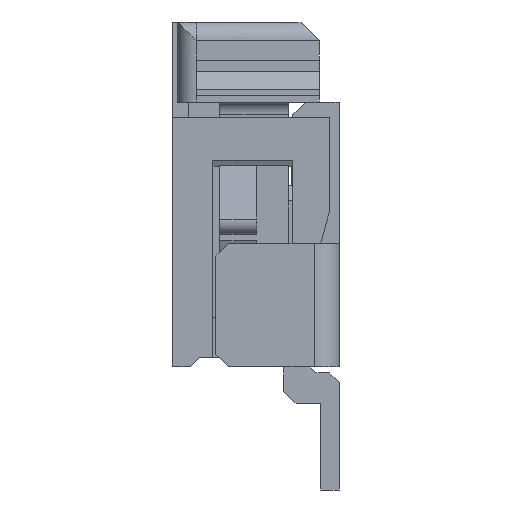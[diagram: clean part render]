
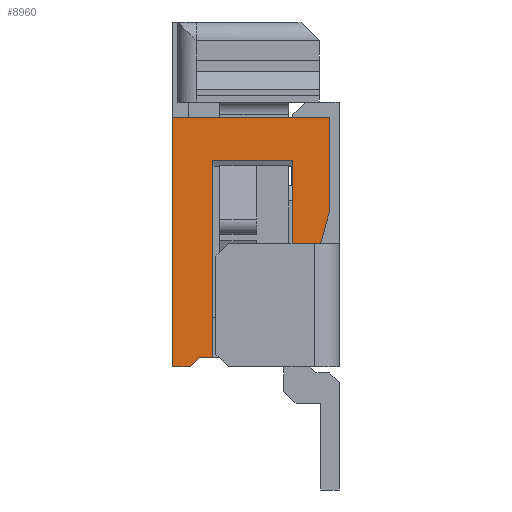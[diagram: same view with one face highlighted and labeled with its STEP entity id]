
A CAD part, left-side view. The second image highlights one B-rep face of the part: STEP entity #8960.
In plain terms, the highlighted planar face has unit normal (-1, 0, 0).
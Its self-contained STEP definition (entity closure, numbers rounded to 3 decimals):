
#1=DIRECTION('',(0.,1.,0.));
#2=VECTOR('',#1,0.22);
#3=CARTESIAN_POINT('',(-7.85,0.7,-2.65));
#4=LINE('',#3,#2);
#5=DIRECTION('',(0.,-0.707,0.707));
#6=VECTOR('',#5,0.212);
#7=CARTESIAN_POINT('',(-7.85,1.07,-2.8));
#8=LINE('',#7,#6);
#9=DIRECTION('',(0.,1.,0.));
#10=VECTOR('',#9,0.28);
#11=CARTESIAN_POINT('',(-7.85,1.07,-2.8));
#12=LINE('',#11,#10);
#13=DIRECTION('',(0.,0.,1.));
#14=VECTOR('',#13,4.05);
#15=CARTESIAN_POINT('',(-7.85,1.35,-2.8));
#16=LINE('',#15,#14);
#17=DIRECTION('',(0.,0.,-1.));
#18=VECTOR('',#17,1.5);
#19=CARTESIAN_POINT('',(-7.85,-1.2,1.25));
#20=LINE('',#19,#18);
#21=DIRECTION('',(0.,-0.263,0.965));
#22=VECTOR('',#21,0.57);
#23=CARTESIAN_POINT('',(-7.85,-1.05,-0.8));
#24=LINE('',#23,#22);
#25=DIRECTION('',(0.,0.,1.));
#26=VECTOR('',#25,2.);
#27=CARTESIAN_POINT('',(-7.85,-1.05,-2.8));
#28=LINE('',#27,#26);
#29=DIRECTION('',(0.,1.,0.));
#30=VECTOR('',#29,0.45);
#31=CARTESIAN_POINT('',(-7.85,-1.05,-2.8));
#32=LINE('',#31,#30);
#33=DIRECTION('',(0.,0.,1.));
#34=VECTOR('',#33,3.35);
#35=CARTESIAN_POINT('',(-7.85,-0.6,-2.8));
#36=LINE('',#35,#34);
#37=DIRECTION('',(0.,1.,0.));
#38=VECTOR('',#37,1.3);
#39=CARTESIAN_POINT('',(-7.85,-0.6,0.55));
#40=LINE('',#39,#38);
#41=DIRECTION('',(0.,0.,1.));
#42=VECTOR('',#41,3.2);
#43=CARTESIAN_POINT('',(-7.85,0.7,-2.65));
#44=LINE('',#43,#42);
#1846=DIRECTION('',(0.,1.,0.));
#1847=VECTOR('',#1846,2.55);
#1848=CARTESIAN_POINT('',(-7.85,-1.2,1.25));
#1849=LINE('',#1848,#1847);
#6755=CARTESIAN_POINT('',(-7.85,1.35,-2.8));
#6757=VERTEX_POINT('',#6755);
#6773=CARTESIAN_POINT('',(-7.85,1.35,1.25));
#6774=VERTEX_POINT('',#6773);
#6961=CARTESIAN_POINT('',(-7.85,-1.05,-2.8));
#6963=VERTEX_POINT('',#6961);
#6989=CARTESIAN_POINT('',(-7.85,-1.2,1.25));
#6991=VERTEX_POINT('',#6989);
#6997=CARTESIAN_POINT('',(-7.85,-1.05,-0.8));
#6998=CARTESIAN_POINT('',(-7.85,-1.2,-0.25));
#6999=VERTEX_POINT('',#6997);
#7000=VERTEX_POINT('',#6998);
#7021=CARTESIAN_POINT('',(-7.85,1.07,-2.8));
#7022=CARTESIAN_POINT('',(-7.85,0.92,-2.65));
#7023=VERTEX_POINT('',#7021);
#7024=VERTEX_POINT('',#7022);
#7029=CARTESIAN_POINT('',(-7.85,0.7,-2.65));
#7030=VERTEX_POINT('',#7029);
#7037=CARTESIAN_POINT('',(-7.85,-0.6,-2.8));
#7038=VERTEX_POINT('',#7037);
#7059=CARTESIAN_POINT('',(-7.85,-0.6,0.55));
#7060=VERTEX_POINT('',#7059);
#7119=CARTESIAN_POINT('',(-7.85,0.7,0.55));
#7120=VERTEX_POINT('',#7119);
#8929=CARTESIAN_POINT('',(-7.85,0.,0.));
#8930=DIRECTION('',(1.,0.,0.));
#8931=DIRECTION('',(0.,0.,-1.));
#8932=AXIS2_PLACEMENT_3D('',#8929,#8930,#8931);
#8933=PLANE('',#8932);
#8935=ORIENTED_EDGE('',*,*,#8934,.T.);
#8937=ORIENTED_EDGE('',*,*,#8936,.F.);
#8939=ORIENTED_EDGE('',*,*,#8938,.T.);
#8941=ORIENTED_EDGE('',*,*,#8940,.T.);
#8943=ORIENTED_EDGE('',*,*,#8942,.F.);
#8945=ORIENTED_EDGE('',*,*,#8944,.T.);
#8947=ORIENTED_EDGE('',*,*,#8946,.F.);
#8949=ORIENTED_EDGE('',*,*,#8948,.F.);
#8951=ORIENTED_EDGE('',*,*,#8950,.T.);
#8953=ORIENTED_EDGE('',*,*,#8952,.T.);
#8955=ORIENTED_EDGE('',*,*,#8954,.T.);
#8957=ORIENTED_EDGE('',*,*,#8956,.F.);
#8958=EDGE_LOOP('',(#8935,#8937,#8939,#8941,#8943,#8945,#8947,#8949,#8951,#8953,
#8955,#8957));
#8959=FACE_OUTER_BOUND('',#8958,.F.);
#8960=ADVANCED_FACE('',(#8959),#8933,.F.);
#8934=EDGE_CURVE('',#7030,#7024,#4,.T.);
#8936=EDGE_CURVE('',#7023,#7024,#8,.T.);
#8938=EDGE_CURVE('',#7023,#6757,#12,.T.);
#8940=EDGE_CURVE('',#6757,#6774,#16,.T.);
#8942=EDGE_CURVE('',#6991,#6774,#1849,.T.);
#8944=EDGE_CURVE('',#6991,#7000,#20,.T.);
#8946=EDGE_CURVE('',#6999,#7000,#24,.T.);
#8948=EDGE_CURVE('',#6963,#6999,#28,.T.);
#8950=EDGE_CURVE('',#6963,#7038,#32,.T.);
#8952=EDGE_CURVE('',#7038,#7060,#36,.T.);
#8954=EDGE_CURVE('',#7060,#7120,#40,.T.);
#8956=EDGE_CURVE('',#7030,#7120,#44,.T.);
